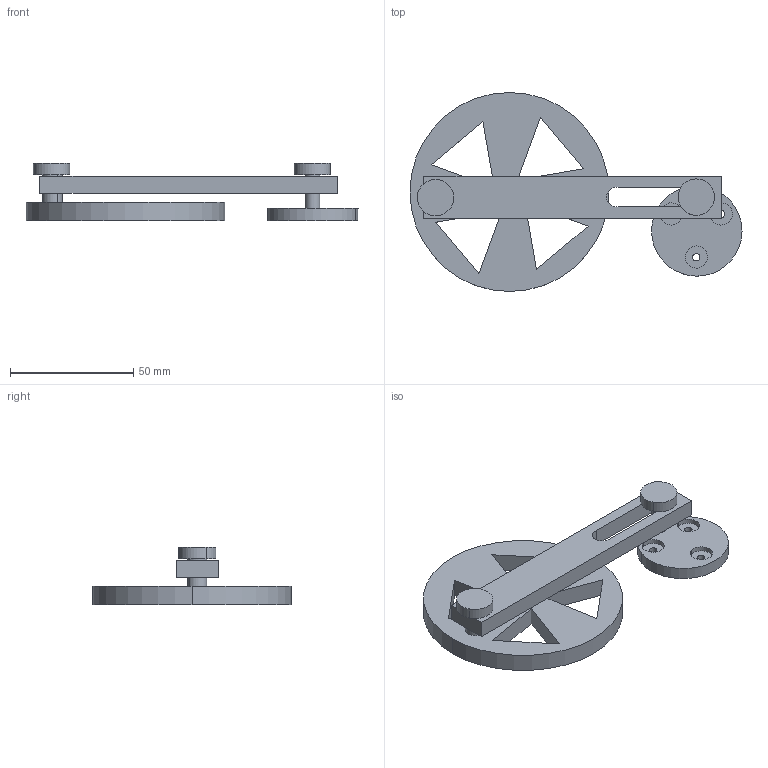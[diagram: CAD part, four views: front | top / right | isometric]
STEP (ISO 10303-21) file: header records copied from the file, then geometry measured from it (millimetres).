
FILE_DESCRIPTION(/* description */ (''),/* implementation_level */ '2;1');
FILE_NAME(/* name */ 'wheel3',/* time_stamp */ '2024-12-01T14:09:48+03:00',/* author */ (''),/* organization */ (''),/* preprocessor_version */ 'ST-DEVELOPER v19.2',/* originating_system */ 'Rhino 8.12',/* authorisation */ '');
FILE_SCHEMA (('CONFIG_CONTROL_DESIGN'));
Length unit declared in the file: millimetre
Products named in the file (1): Document
Bounding box: 134.78 x 80.77 x 23.21 mm (x, y, z)
Volume: 48084.1 mm3; surface area: 23001.5 mm2
Topology: 5 solids, 5 shells, 67 faces, 158 edges, 108 vertices
Faces by surface type: plane 35, cylinder 32
Entity records: 2057 total; most frequent: CARTESIAN_POINT 545, ORIENTED_EDGE 300, DIRECTION 215, EDGE_CURVE 150, AXIS2_PLACEMENT_3D 141, VERTEX_POINT 100, EDGE_LOOP 92, CIRCLE 71
